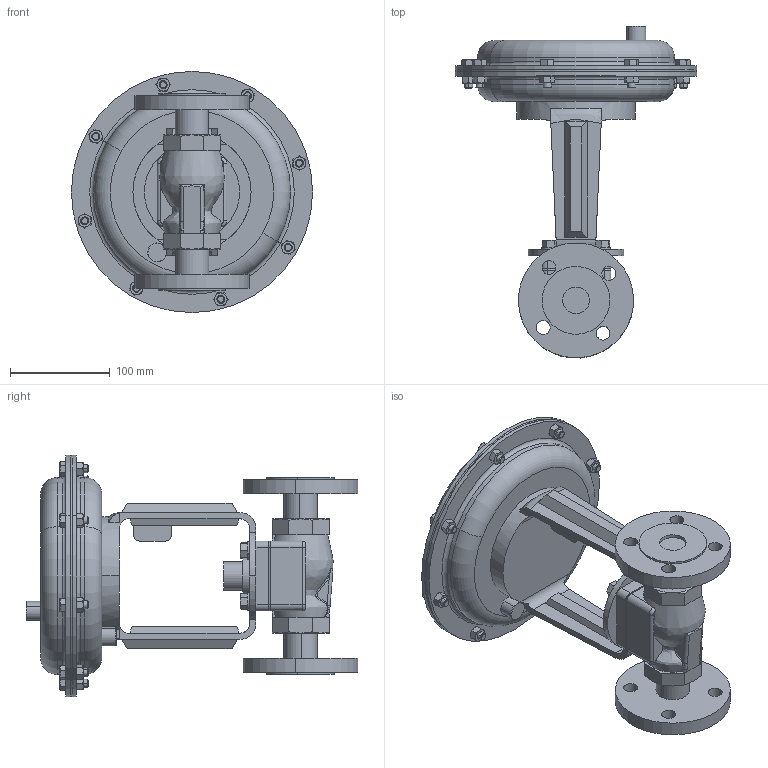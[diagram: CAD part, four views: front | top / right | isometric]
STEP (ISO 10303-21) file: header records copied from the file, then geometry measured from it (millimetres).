
FILE_DESCRIPTION (( 'STEP AP203' ), '1' );
FILE_NAME ('78-100-BR+CS+S6-F6-35M.step', '2017-09-25T13:11:56', ( '' ), ( '' ), 'SwSTEP 2.0', 'SolidWorks 2014', '' );
FILE_SCHEMA (( 'CONFIG_CONTROL_DESIGN' ));
Length unit declared in the file: inch
Products named in the file (1): 78-100-BR+CS+S6-F6-35M
Bounding box: 241.3 x 332.03 x 241.3 mm (x, y, z)
Volume: 3146635.2 mm3; surface area: 306994.5 mm2
Topology: 4 solids, 4 shells, 636 faces, 1513 edges, 930 vertices
Faces by surface type: plane 277, cone 204, cylinder 121, bspline 18, torus 16
Entity records: 21706 total; most frequent: CARTESIAN_POINT 7579, ORIENTED_EDGE 3026, DIRECTION 2746, EDGE_CURVE 1513, AXIS2_PLACEMENT_3D 1093, VERTEX_POINT 930, EDGE_LOOP 713, ADVANCED_FACE 636
